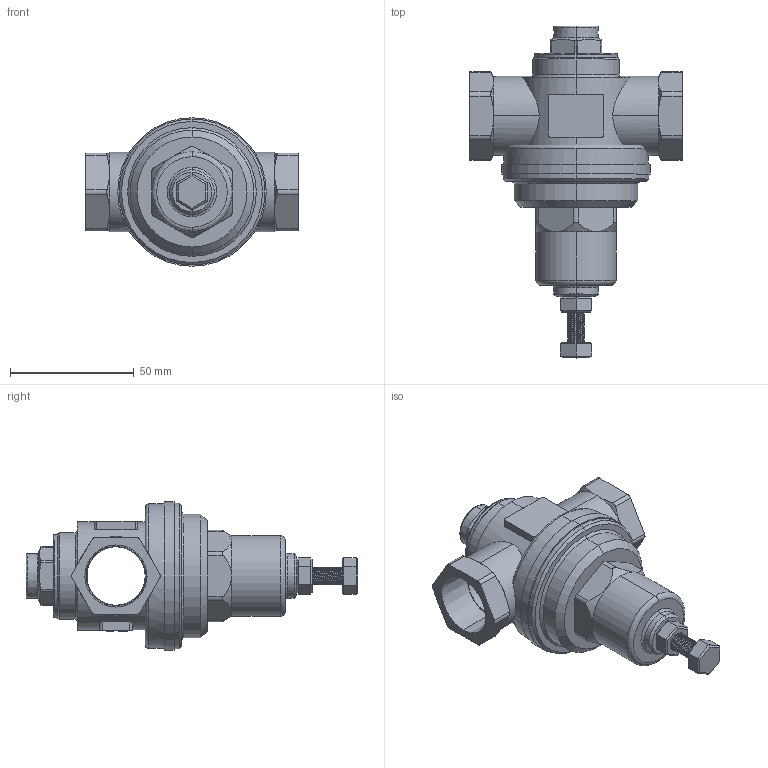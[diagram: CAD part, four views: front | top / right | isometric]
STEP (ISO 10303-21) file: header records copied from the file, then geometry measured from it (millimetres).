
FILE_DESCRIPTION (( 'STEP AP203' ), '1' );
FILE_NAME ('7SS075.STEP', '2018-05-30T15:04:27', ( 'IT' ), ( 'Microsoft' ), 'SwSTEP 2.0', 'SolidWorks 2018', '' );
FILE_SCHEMA (( 'CONFIG_CONTROL_DESIGN' ));
Length unit declared in the file: inch
Products named in the file (1): 7SS075
Bounding box: 85.8 x 134.2 x 60 mm (x, y, z)
Volume: 80370.8 mm3; surface area: 47873 mm2
Topology: 5 solids, 5 shells, 394 faces, 1008 edges, 644 vertices
Faces by surface type: cylinder 179, plane 135, cone 47, bspline 33
Entity records: 18672 total; most frequent: CARTESIAN_POINT 9823, ORIENTED_EDGE 2016, DIRECTION 1619, EDGE_CURVE 1008, VERTEX_POINT 644, AXIS2_PLACEMENT_3D 589, VECTOR 441, LINE 441
